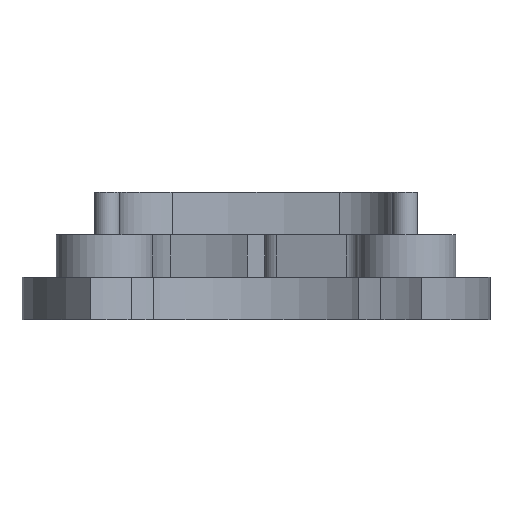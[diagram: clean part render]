
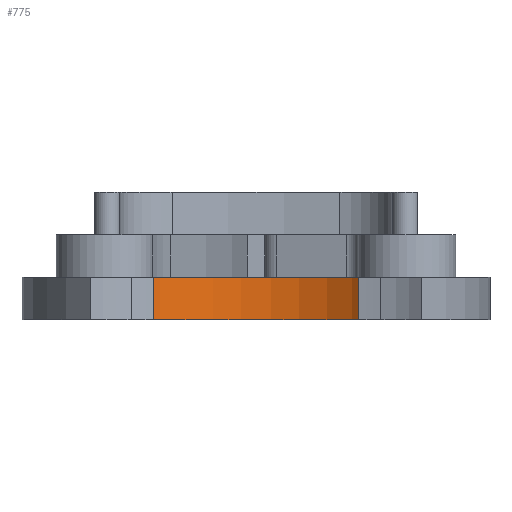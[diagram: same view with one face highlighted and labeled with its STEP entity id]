
A CAD part, front view. The second image highlights one B-rep face of the part: STEP entity #775.
In plain terms, the highlighted cylindrical face has radius 4 mm (diameter 8 mm), a partial arc.
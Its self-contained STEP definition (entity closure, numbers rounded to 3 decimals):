
#85 = EDGE_CURVE ( 'NONE', #246, #244, #1052, .T. ) ;
#89 = EDGE_CURVE ( 'NONE', #244, #243, #1055, .T. ) ;
#92 = EDGE_CURVE ( 'NONE', #246, #245, #1059, .T. ) ;
#93 = EDGE_CURVE ( 'NONE', #245, #243, #1063, .T. ) ;
#243 = VERTEX_POINT ( 'NONE', #1627 ) ;
#244 = VERTEX_POINT ( 'NONE', #1628 ) ;
#245 = VERTEX_POINT ( 'NONE', #1629 ) ;
#246 = VERTEX_POINT ( 'NONE', #1630 ) ;
#587 = AXIS2_PLACEMENT_3D ( 'NONE', #1382, #1391, #1392 ) ;
#598 = AXIS2_PLACEMENT_3D ( 'NONE', #1409, #1412, #1413 ) ;
#735 = AXIS2_PLACEMENT_3D ( 'NONE', #2134, #2133, #2132 ) ;
#775 = ADVANCED_FACE ( 'NONE', ( #2274 ), #2277, .F. ) ;
#1049 = VECTOR ( 'NONE', #1402, 1000. ) ;
#1052 = CIRCLE ( 'NONE', #587, 4. ) ;
#1053 = VECTOR ( 'NONE', #1410, 1000. ) ;
#1055 = LINE ( 'NONE', #1395, #1049 ) ;
#1059 = LINE ( 'NONE', #1403, #1053 ) ;
#1063 = CIRCLE ( 'NONE', #598, 4. ) ;
#1382 = CARTESIAN_POINT ( 'NONE',  ( 0., 0., -1. ) ) ;
#1391 = DIRECTION ( 'NONE',  ( 0., 0., -1. ) ) ;
#1392 = DIRECTION ( 'NONE',  ( 1., 0., 0. ) ) ;
#1395 = CARTESIAN_POINT ( 'NONE',  ( 2.408, -3.194, -1. ) ) ;
#1402 = DIRECTION ( 'NONE',  ( 0., 0., 1. ) ) ;
#1403 = CARTESIAN_POINT ( 'NONE',  ( -2.408, -3.194, -1. ) ) ;
#1409 = CARTESIAN_POINT ( 'NONE',  ( 0., 0., 0. ) ) ;
#1410 = DIRECTION ( 'NONE',  ( 0., 0., 1. ) ) ;
#1412 = DIRECTION ( 'NONE',  ( 0., 0., -1. ) ) ;
#1413 = DIRECTION ( 'NONE',  ( 1., 0., 0. ) ) ;
#1627 = CARTESIAN_POINT ( 'NONE',  ( 2.408, -3.194, 0. ) ) ;
#1628 = CARTESIAN_POINT ( 'NONE',  ( 2.408, -3.194, -1. ) ) ;
#1629 = CARTESIAN_POINT ( 'NONE',  ( -2.408, -3.194, 0. ) ) ;
#1630 = CARTESIAN_POINT ( 'NONE',  ( -2.408, -3.194, -1. ) ) ;
#2132 = DIRECTION ( 'NONE',  ( 1., 0., 0. ) ) ;
#2133 = DIRECTION ( 'NONE',  ( 0., 0., 1. ) ) ;
#2134 = CARTESIAN_POINT ( 'NONE',  ( 0., 0., -1. ) ) ;
#2274 = FACE_OUTER_BOUND ( 'NONE', #2636, .T. ) ;
#2277 = CYLINDRICAL_SURFACE ( 'NONE', #735, 4. ) ;
#2636 = EDGE_LOOP ( 'NONE', ( #2718, #2719, #2720, #2721 ) ) ;
#2718 = ORIENTED_EDGE ( 'NONE', *, *, #93, .F. ) ;
#2719 = ORIENTED_EDGE ( 'NONE', *, *, #92, .F. ) ;
#2720 = ORIENTED_EDGE ( 'NONE', *, *, #85, .T. ) ;
#2721 = ORIENTED_EDGE ( 'NONE', *, *, #89, .T. ) ;
